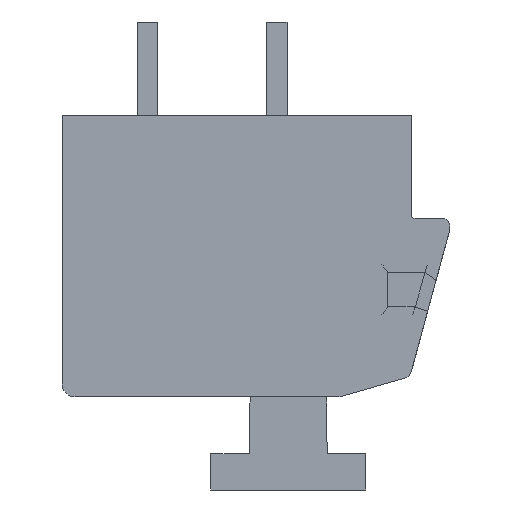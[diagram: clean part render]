
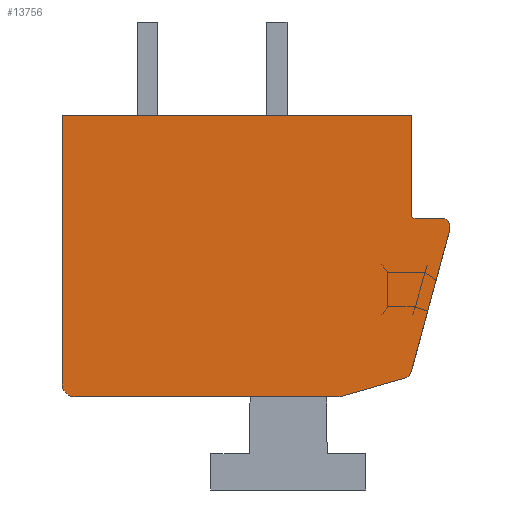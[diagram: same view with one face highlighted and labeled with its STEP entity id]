
A CAD part, front view. The second image highlights one B-rep face of the part: STEP entity #13756.
In plain terms, the highlighted planar face has unit normal (0, -1, 0).
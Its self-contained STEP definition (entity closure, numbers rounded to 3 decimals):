
#1=CARTESIAN_POINT('',(7.2,-113.75,1.15));
#2=DIRECTION('',(0.,-1.,0.));
#3=DIRECTION('',(1.,0.,0.));
#4=AXIS2_PLACEMENT_3D('',#1,#2,#3);
#6=DIRECTION('',(0.,0.,-1.));
#7=VECTOR('',#6,0.119);
#8=CARTESIAN_POINT('',(7.5,-113.75,1.15));
#9=LINE('',#8,#7);
#10=DIRECTION('',(0.262,0.,0.965));
#11=VECTOR('',#10,5.739);
#12=CARTESIAN_POINT('',(5.994,-113.75,-4.507));
#13=LINE('',#12,#11);
#14=CARTESIAN_POINT('',(5.705,-113.75,-4.428));
#15=DIRECTION('',(0.,-1.,0.));
#16=DIRECTION('',(0.274,0.,-0.962));
#17=AXIS2_PLACEMENT_3D('',#14,#15,#16);
#19=DIRECTION('',(0.962,0.,0.274));
#20=VECTOR('',#19,2.679);
#21=CARTESIAN_POINT('',(3.21,-113.75,-5.45));
#22=LINE('',#21,#20);
#23=DIRECTION('',(-1.,0.,0.));
#24=VECTOR('',#23,10.21);
#25=CARTESIAN_POINT('',(3.21,-113.75,-5.45));
#26=LINE('',#25,#24);
#27=CARTESIAN_POINT('',(-7.,-113.75,-4.95));
#28=DIRECTION('',(0.,-1.,0.));
#29=DIRECTION('',(-1.,0.,0.));
#30=AXIS2_PLACEMENT_3D('',#27,#28,#29);
#32=DIRECTION('',(0.,0.,1.));
#33=VECTOR('',#32,10.4);
#34=CARTESIAN_POINT('',(-7.5,-113.75,-4.95));
#35=LINE('',#34,#33);
#36=DIRECTION('',(1.,0.,0.));
#37=VECTOR('',#36,13.5);
#38=CARTESIAN_POINT('',(-7.5,-113.75,5.45));
#39=LINE('',#38,#37);
#40=DIRECTION('',(0.,0.,-1.));
#41=VECTOR('',#40,3.85);
#42=CARTESIAN_POINT('',(6.,-113.75,5.45));
#43=LINE('',#42,#41);
#44=DIRECTION('',(1.,0.,0.));
#45=VECTOR('',#44,1.05);
#46=CARTESIAN_POINT('',(6.15,-113.75,1.45));
#47=LINE('',#46,#45);
#60=CARTESIAN_POINT('',(6.15,-113.75,1.6));
#61=DIRECTION('',(0.,1.,0.));
#62=DIRECTION('',(0.,0.,-1.));
#63=AXIS2_PLACEMENT_3D('',#60,#61,#62);
#10963=CARTESIAN_POINT('',(-7.5,-113.75,5.45));
#10964=CARTESIAN_POINT('',(6.,-113.75,5.45));
#10965=VERTEX_POINT('',#10963);
#10966=VERTEX_POINT('',#10964);
#10967=CARTESIAN_POINT('',(6.,-113.75,1.6));
#10968=VERTEX_POINT('',#10967);
#10969=CARTESIAN_POINT('',(6.15,-113.75,1.45));
#10970=VERTEX_POINT('',#10969);
#10971=CARTESIAN_POINT('',(7.5,-113.75,1.15));
#10972=CARTESIAN_POINT('',(7.2,-113.75,1.45));
#10973=VERTEX_POINT('',#10971);
#10974=VERTEX_POINT('',#10972);
#10975=CARTESIAN_POINT('',(5.787,-113.75,-4.716));
#10976=CARTESIAN_POINT('',(5.994,-113.75,-4.507));
#10977=VERTEX_POINT('',#10975);
#10978=VERTEX_POINT('',#10976);
#10979=CARTESIAN_POINT('',(-7.5,-113.75,-4.95));
#10980=CARTESIAN_POINT('',(-7.,-113.75,-5.45));
#10981=VERTEX_POINT('',#10979);
#10982=VERTEX_POINT('',#10980);
#10983=CARTESIAN_POINT('',(3.21,-113.75,-5.45));
#10984=VERTEX_POINT('',#10983);
#10985=CARTESIAN_POINT('',(7.5,-113.75,1.031));
#10986=VERTEX_POINT('',#10985);
#13725=CARTESIAN_POINT('',(0.,-113.75,0.));
#13726=DIRECTION('',(0.,1.,0.));
#13727=DIRECTION('',(1.,0.,0.));
#13728=AXIS2_PLACEMENT_3D('',#13725,#13726,#13727);
#13729=PLANE('',#13728);
#13731=ORIENTED_EDGE('',*,*,#13730,.F.);
#13733=ORIENTED_EDGE('',*,*,#13732,.T.);
#13735=ORIENTED_EDGE('',*,*,#13734,.F.);
#13737=ORIENTED_EDGE('',*,*,#13736,.F.);
#13739=ORIENTED_EDGE('',*,*,#13738,.F.);
#13741=ORIENTED_EDGE('',*,*,#13740,.T.);
#13743=ORIENTED_EDGE('',*,*,#13742,.F.);
#13745=ORIENTED_EDGE('',*,*,#13744,.T.);
#13747=ORIENTED_EDGE('',*,*,#13746,.T.);
#13749=ORIENTED_EDGE('',*,*,#13748,.T.);
#13751=ORIENTED_EDGE('',*,*,#13750,.F.);
#13753=ORIENTED_EDGE('',*,*,#13752,.T.);
#13754=EDGE_LOOP('',(#13731,#13733,#13735,#13737,#13739,#13741,#13743,#13745,
#13747,#13749,#13751,#13753));
#13755=FACE_OUTER_BOUND('',#13754,.F.);
#13756=ADVANCED_FACE('',(#13755),#13729,.F.);
#5=CIRCLE('',#4,0.3);
#18=CIRCLE('',#17,0.3);
#31=CIRCLE('',#30,0.5);
#64=CIRCLE('',#63,0.15);
#13730=EDGE_CURVE('',#10973,#10974,#5,.T.);
#13732=EDGE_CURVE('',#10973,#10986,#9,.T.);
#13734=EDGE_CURVE('',#10978,#10986,#13,.T.);
#13736=EDGE_CURVE('',#10977,#10978,#18,.T.);
#13738=EDGE_CURVE('',#10984,#10977,#22,.T.);
#13740=EDGE_CURVE('',#10984,#10982,#26,.T.);
#13742=EDGE_CURVE('',#10981,#10982,#31,.T.);
#13744=EDGE_CURVE('',#10981,#10965,#35,.T.);
#13746=EDGE_CURVE('',#10965,#10966,#39,.T.);
#13748=EDGE_CURVE('',#10966,#10968,#43,.T.);
#13750=EDGE_CURVE('',#10970,#10968,#64,.T.);
#13752=EDGE_CURVE('',#10970,#10974,#47,.T.);
